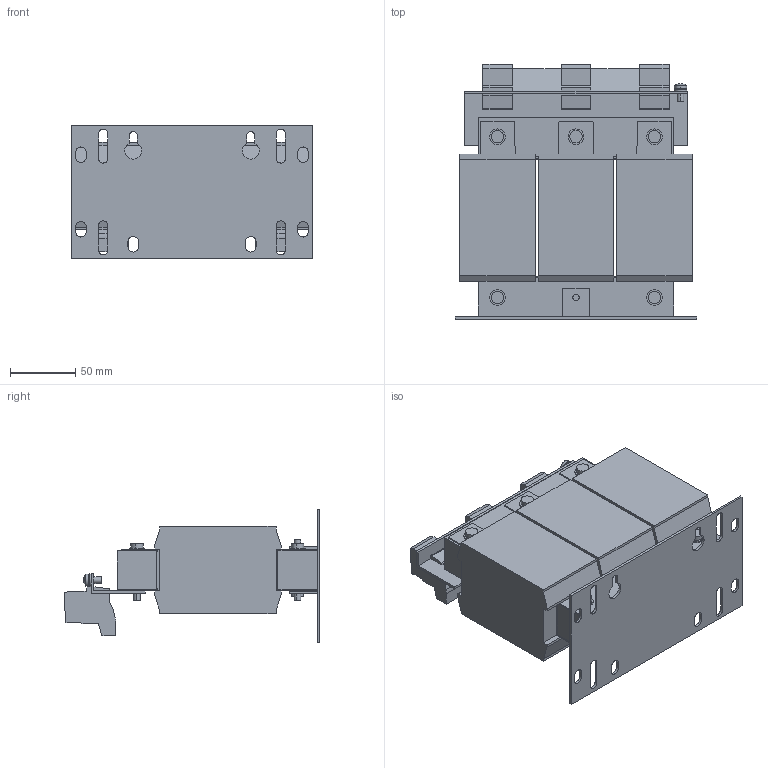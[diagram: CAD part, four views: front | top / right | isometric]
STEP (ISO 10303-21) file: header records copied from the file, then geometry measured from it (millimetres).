
FILE_DESCRIPTION (( 'STEP AP214' ), '1' );
FILE_NAME ('380570.STEP', '2021-09-28T12:34:50', ( '' ), ( '' ), 'SwSTEP 2.0', 'SolidWorks 2018', '' );
FILE_SCHEMA (( 'AUTOMOTIVE_DESIGN' ));
Length unit declared in the file: millimetre
Products named in the file (1): 380570
Bounding box: 185 x 195.62 x 102 mm (x, y, z)
Volume: 1487160.2 mm3; surface area: 192106.5 mm2
Topology: 1 solids, 1 shells, 737 faces, 2004 edges, 1295 vertices
Faces by surface type: plane 571, cylinder 108, bspline 50, cone 6, sphere 2
Entity records: 25620 total; most frequent: CARTESIAN_POINT 7037, ORIENTED_EDGE 4004, DIRECTION 3528, EDGE_CURVE 2002, LINE 1636, VECTOR 1636, VERTEX_POINT 1295, AXIS2_PLACEMENT_3D 946
